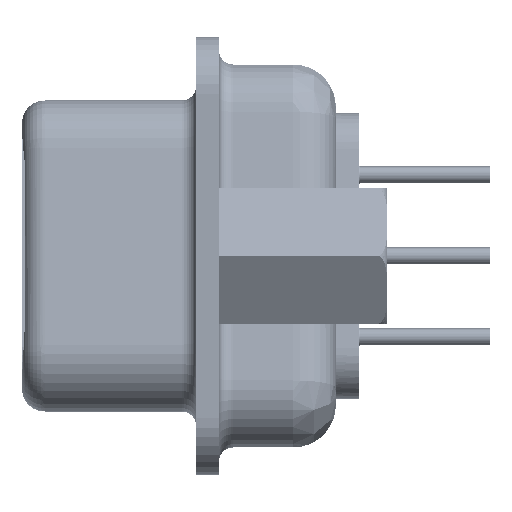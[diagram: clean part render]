
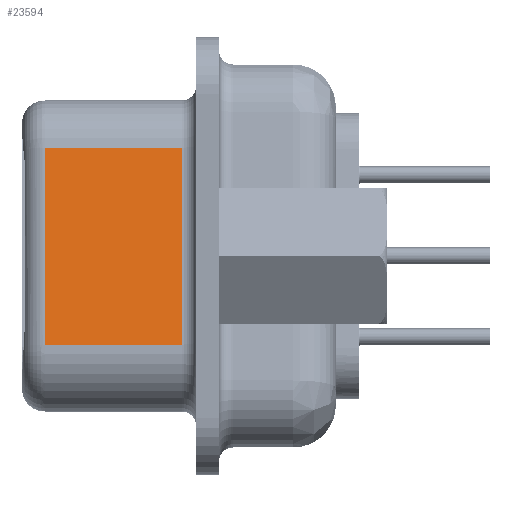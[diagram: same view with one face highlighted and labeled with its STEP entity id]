
A CAD part, left-side view. The second image highlights one B-rep face of the part: STEP entity #23594.
In plain terms, the highlighted planar face has unit normal (-0.985, 0, 0.174).
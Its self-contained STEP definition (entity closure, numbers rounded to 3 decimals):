
#22485=DIRECTION('',(0.174,0.,0.985));
#22486=VECTOR('',#22485,7.006);
#22487=CARTESIAN_POINT('',(-25.72,5.5,-3.102));
#22488=LINE('',#22487,#22486);
#22489=DIRECTION('',(0.174,0.,0.985));
#22490=VECTOR('',#22489,7.006);
#22491=CARTESIAN_POINT('',(-25.72,0.7,-3.103));
#22492=LINE('',#22491,#22490);
#22493=DIRECTION('',(0.,1.,0.));
#22494=VECTOR('',#22493,4.8);
#22495=CARTESIAN_POINT('',(-25.72,0.7,-3.103));
#22496=LINE('',#22495,#22494);
#22799=DIRECTION('',(0.,1.,0.));
#22800=VECTOR('',#22799,4.8);
#22801=CARTESIAN_POINT('',(-24.503,0.7,3.797));
#22802=LINE('',#22801,#22800);
#22901=CARTESIAN_POINT('',(-25.72,0.7,-3.103));
#22902=VERTEX_POINT('',#22901);
#22905=CARTESIAN_POINT('',(-24.503,0.7,3.797));
#22906=VERTEX_POINT('',#22905);
#22950=CARTESIAN_POINT('',(-25.72,5.5,-3.103));
#22952=VERTEX_POINT('',#22950);
#22967=CARTESIAN_POINT('',(-24.503,5.5,3.797));
#22969=VERTEX_POINT('',#22967);
#23581=CARTESIAN_POINT('',(-25.72,0.2,-3.103));
#23582=DIRECTION('',(-0.985,0.,0.174));
#23583=DIRECTION('',(0.174,0.,0.985));
#23584=AXIS2_PLACEMENT_3D('',#23581,#23582,#23583);
#23585=PLANE('',#23584);
#23587=ORIENTED_EDGE('',*,*,#23586,.T.);
#23589=ORIENTED_EDGE('',*,*,#23588,.F.);
#23590=ORIENTED_EDGE('',*,*,#23294,.F.);
#23591=ORIENTED_EDGE('',*,*,#23574,.T.);
#23592=EDGE_LOOP('',(#23587,#23589,#23590,#23591));
#23593=FACE_OUTER_BOUND('',#23592,.F.);
#23294=EDGE_CURVE('',#22902,#22906,#22492,.T.);
#23574=EDGE_CURVE('',#22902,#22952,#22496,.T.);
#23586=EDGE_CURVE('',#22952,#22969,#22488,.T.);
#23588=EDGE_CURVE('',#22906,#22969,#22802,.T.);
#23594=ADVANCED_FACE('',(#23593),#23585,.T.);
